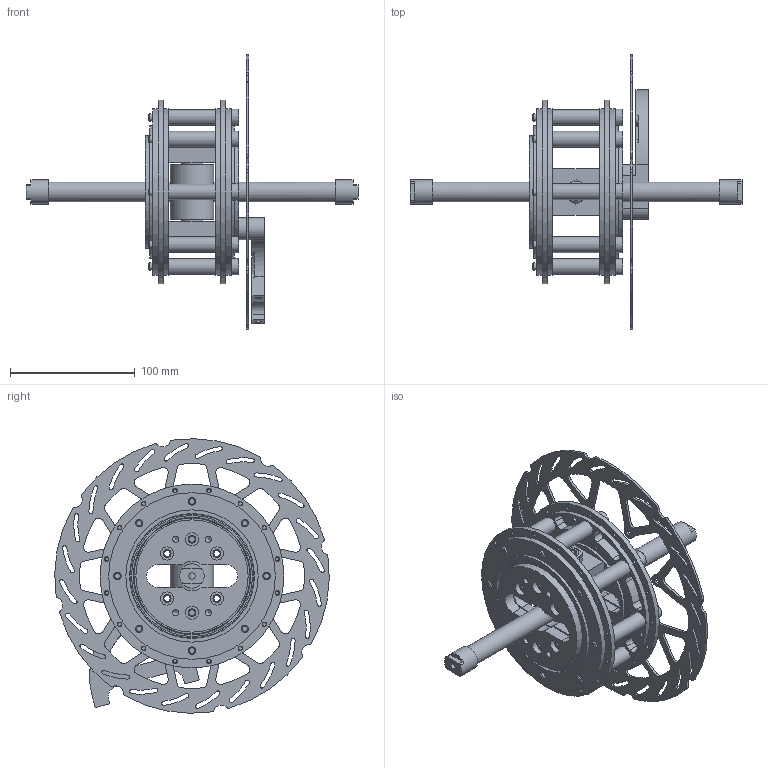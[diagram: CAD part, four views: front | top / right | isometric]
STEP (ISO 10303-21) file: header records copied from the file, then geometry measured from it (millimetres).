
FILE_DESCRIPTION(/* description */ (''),/* implementation_level */ '2;1');
FILE_NAME(/* name */ 'Center Steering Hub - Rev1.step',/* time_stamp */ '2023-01-16T10:12:01-08:00',/* author */ (''),/* organization */ (''),/* preprocessor_version */ 'ST-DEVELOPER v19.2',/* originating_system */ 'Autodesk Translation Framework v11.17.0.187',/* authorisation */ '');
FILE_SCHEMA (('AUTOMOTIVE_DESIGN { 1 0 10303 214 3 1 1 }'));
Length unit declared in the file: millimetre
Products named in the file (28): Revised Steering Hub; Outer Rotating Assembly; Shoulder Bolt Diameter; 92981A210_NO THREADS_Alloy Steel Shoulder Screws; Spacer; Outer Spoke Flange DS; Outer Spoke Flange NDS; Inner Hub Assembly; Inner Hub Clamp 2; Inner Hub Clamp; Inner Hub Block 2; Inner Hub Block; Lower Hub Plate; Upper Hub Plate; Large Radial Bearings; Hardware; Axle Assembly; Head Tube; Thrust Bearings; 6680K35_Angular-Contact Ball Bearing; Axle Components; 92981A762_Alloy Steel Shoulder Screws; 94645A220_NO THREADS_High-Strength Steel Nylon-Insert Locknut; Axle; DS Cap; NDS Cap (1); Brake Rotor; Post Mount Adapter
Assembly tree (36 placements, depth 4):
  Revised Steering Hub
    Outer Rotating Assembly
      Shoulder Bolt Diameter
        92981A210_NO THREADS_Alloy Steel Shoulder Screws  x8
      Spacer
      Outer Spoke Flange DS
      Outer Spoke Flange NDS
    Inner Hub Assembly
      Inner Hub Clamp 2
      Inner Hub Clamp
      Inner Hub Block 2
      Inner Hub Block
      Lower Hub Plate
      Upper Hub Plate
      Large Radial Bearings  x2
      Hardware
    Axle Assembly
      Head Tube
      Thrust Bearings
        6680K35_Angular-Contact Ball Bearing  x2
      Axle Components
        92981A762_Alloy Steel Shoulder Screws
        94645A220_NO THREADS_High-Strength Steel Nylon-Insert Locknut
      Axle
      DS Cap
      NDS Cap (1)
    Brake Rotor
    Post Mount Adapter
Bounding box: 266 x 219.95 x 219.95 mm (x, y, z)
Volume: 500612.5 mm3; surface area: 338777.5 mm2
Topology: 67 solids, 67 shells, 1279 faces, 2960 edges, 1893 vertices
Faces by surface type: cylinder 669, plane 386, cone 164, torus 40, sphere 18, bspline 2
Full cylindrical faces by diameter (mm): 2.9 x32, 4.234 x8, 4.4 x8, 5.035 x40, 5.2 x8, 6 x8, 6.267 x8, 6.3 x10, 6.35 x12, 6.638 x1, 7.69 x1, 8 x24, 8.051 x7, 8.1 x8, 9.6 x1, 10 x6, 10.152 x1, 10.2 x1, 10.5 x22, 12 x5, 12.3 x2, 12.573 x1, 12.7 x8, 13 x8, 15.875 x3, 16.275 x2, 16.57 x4, 18 x3, 19.475 x2, 20.2 x4
Entity records: 33121 total; most frequent: CARTESIAN_POINT 7084, DIRECTION 5762, ORIENTED_EDGE 4846, EDGE_CURVE 2423, AXIS2_PLACEMENT_3D 2374, VERTEX_POINT 1601, EDGE_LOOP 1432, CIRCLE 1315
